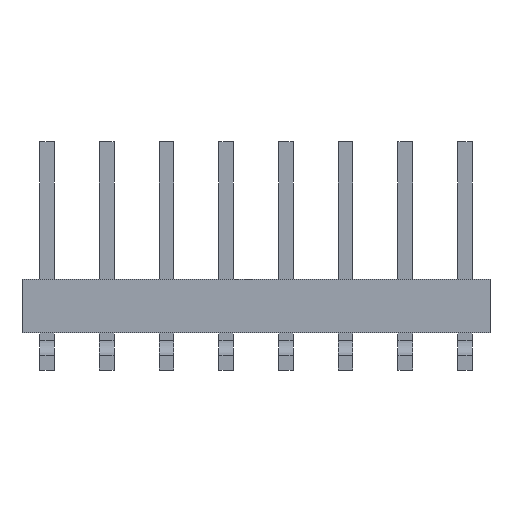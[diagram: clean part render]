
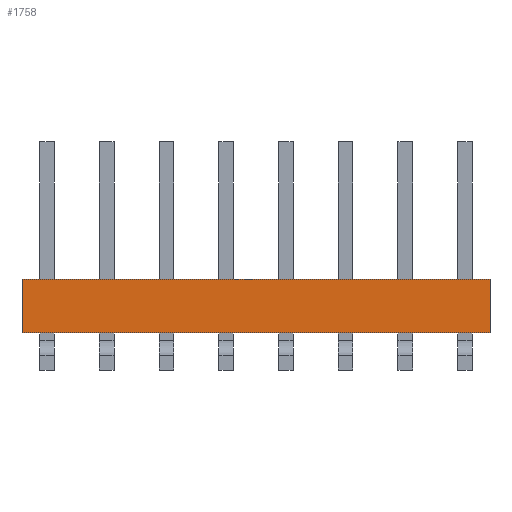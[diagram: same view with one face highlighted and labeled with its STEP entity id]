
A CAD part, front view. The second image highlights one B-rep face of the part: STEP entity #1758.
In plain terms, the highlighted planar face has unit normal (0, -1, 0).
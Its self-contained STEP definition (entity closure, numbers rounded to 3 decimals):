
#14=DIRECTION('',(1.,0.,0.));
#15=VECTOR('',#14,19.914);
#16=CARTESIAN_POINT('',(-9.957,-1.753,0.));
#17=LINE('',#16,#15);
#150=DIRECTION('',(0.,0.,-1.));
#151=VECTOR('',#150,2.286);
#152=CARTESIAN_POINT('',(-9.957,-1.753,0.));
#153=LINE('',#152,#151);
#154=DIRECTION('',(0.,0.,-1.));
#155=VECTOR('',#154,2.286);
#156=CARTESIAN_POINT('',(9.957,-1.753,0.));
#157=LINE('',#156,#155);
#166=DIRECTION('',(1.,0.,0.));
#167=VECTOR('',#166,19.914);
#168=CARTESIAN_POINT('',(-9.957,-1.753,-2.286));
#169=LINE('',#168,#167);
#1235=CARTESIAN_POINT('',(-9.957,-1.753,0.));
#1237=VERTEX_POINT('',#1235);
#1238=CARTESIAN_POINT('',(9.957,-1.753,0.));
#1239=VERTEX_POINT('',#1238);
#1243=CARTESIAN_POINT('',(-9.957,-1.753,-2.286));
#1245=VERTEX_POINT('',#1243);
#1246=CARTESIAN_POINT('',(9.957,-1.753,-2.286));
#1247=VERTEX_POINT('',#1246);
#1745=CARTESIAN_POINT('',(-9.957,-1.753,0.));
#1746=DIRECTION('',(0.,-1.,0.));
#1747=DIRECTION('',(1.,0.,0.));
#1748=AXIS2_PLACEMENT_3D('',#1745,#1746,#1747);
#1749=PLANE('',#1748);
#1750=ORIENTED_EDGE('',*,*,#1645,.T.);
#1752=ORIENTED_EDGE('',*,*,#1751,.T.);
#1754=ORIENTED_EDGE('',*,*,#1753,.F.);
#1755=ORIENTED_EDGE('',*,*,#1736,.F.);
#1756=EDGE_LOOP('',(#1750,#1752,#1754,#1755));
#1757=FACE_OUTER_BOUND('',#1756,.F.);
#1645=EDGE_CURVE('',#1237,#1239,#17,.T.);
#1736=EDGE_CURVE('',#1237,#1245,#153,.T.);
#1751=EDGE_CURVE('',#1239,#1247,#157,.T.);
#1753=EDGE_CURVE('',#1245,#1247,#169,.T.);
#1758=ADVANCED_FACE('',(#1757),#1749,.T.);
